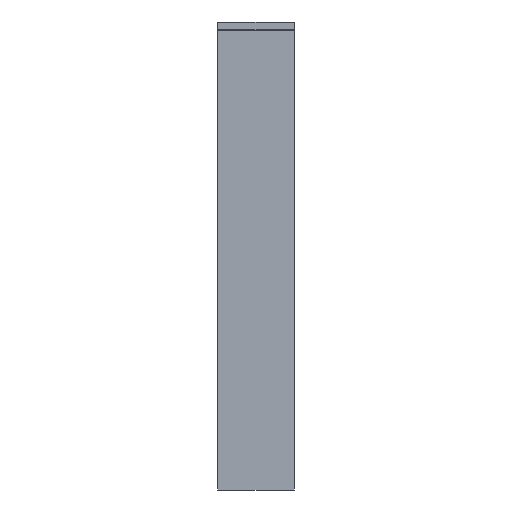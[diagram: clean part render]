
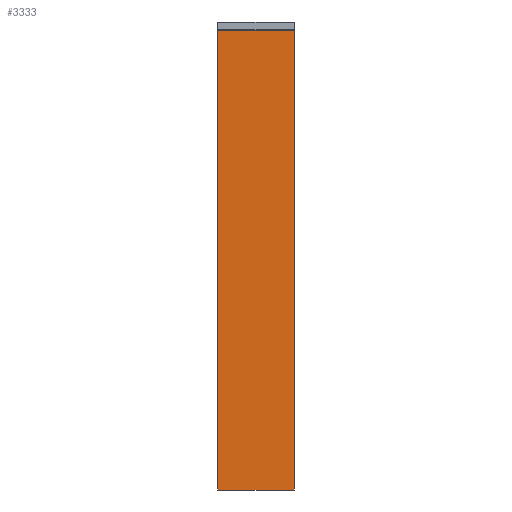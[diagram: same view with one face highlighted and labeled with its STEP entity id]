
A CAD part, front view. The second image highlights one B-rep face of the part: STEP entity #3333.
In plain terms, the highlighted planar face has unit normal (0, -1, 0).
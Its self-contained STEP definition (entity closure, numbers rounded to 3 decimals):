
#518=DIRECTION('',(0.,0.,1.));
#519=VECTOR('',#518,2995.555);
#520=CARTESIAN_POINT('',(-248.,0.,0.));
#521=LINE('',#520,#519);
#759=DIRECTION('',(0.,0.,-1.));
#760=VECTOR('',#759,2995.555);
#761=CARTESIAN_POINT('',(248.,0.,2995.555));
#762=LINE('',#761,#760);
#785=DIRECTION('',(-1.,0.,0.));
#786=VECTOR('',#785,496.);
#787=CARTESIAN_POINT('',(248.,0.,0.));
#788=LINE('',#787,#786);
#969=DIRECTION('',(1.,0.,0.));
#970=VECTOR('',#969,496.);
#971=CARTESIAN_POINT('',(-248.,0.,2995.555));
#972=LINE('',#971,#970);
#1102=CARTESIAN_POINT('',(248.,0.,2995.555));
#1103=CARTESIAN_POINT('',(248.,0.,0.));
#1104=VERTEX_POINT('',#1102);
#1105=VERTEX_POINT('',#1103);
#1106=CARTESIAN_POINT('',(-248.,0.,0.));
#1107=CARTESIAN_POINT('',(-248.,0.,
2995.555));
#1108=VERTEX_POINT('',#1106);
#1109=VERTEX_POINT('',#1107);
#3321=CARTESIAN_POINT('',(0.,0.,3050.));
#3322=DIRECTION('',(0.,1.,0.));
#3323=DIRECTION('',(-1.,0.,0.));
#3324=AXIS2_PLACEMENT_3D('',#3321,#3322,#3323);
#3325=PLANE('',#3324);
#3326=ORIENTED_EDGE('',*,*,#2966,.T.);
#3327=ORIENTED_EDGE('',*,*,#2996,.T.);
#3328=ORIENTED_EDGE('',*,*,#2237,.T.);
#3330=ORIENTED_EDGE('',*,*,#3329,.T.);
#3331=EDGE_LOOP('',(#3326,#3327,#3328,#3330));
#3332=FACE_OUTER_BOUND('',#3331,.F.);
#3333=ADVANCED_FACE('',(#3332),#3325,.F.);
#2237=EDGE_CURVE('',#1108,#1109,#521,.T.);
#2966=EDGE_CURVE('',#1104,#1105,#762,.T.);
#2996=EDGE_CURVE('',#1105,#1108,#788,.T.);
#3329=EDGE_CURVE('',#1109,#1104,#972,.T.);
